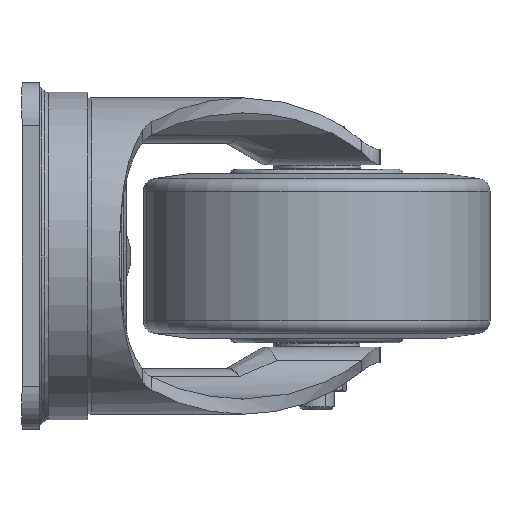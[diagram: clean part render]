
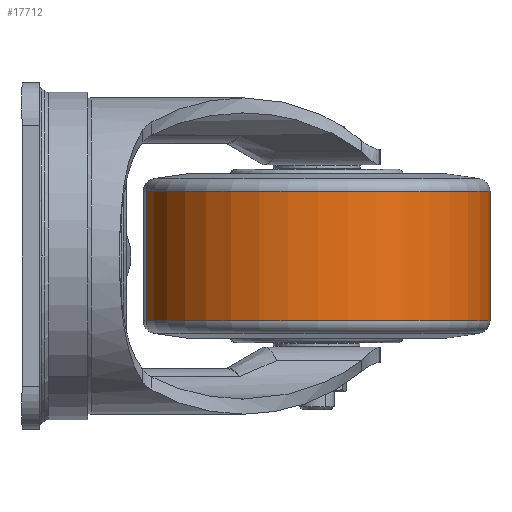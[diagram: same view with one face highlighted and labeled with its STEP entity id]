
A CAD part, left-side view. The second image highlights one B-rep face of the part: STEP entity #17712.
In plain terms, the highlighted cylindrical face has radius 40 mm (diameter 80 mm), a partial arc.
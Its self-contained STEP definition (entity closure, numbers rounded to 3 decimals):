
#138 = AXIS2_PLACEMENT_3D ( 'NONE', #17703, #2682, #20265 ) ;
#1041 = LINE ( 'NONE', #21133, #26948 ) ;
#1164 = DIRECTION ( 'NONE',  ( -0.182, 0.983, 0. ) ) ;
#1289 = LINE ( 'NONE', #22448, #13050 ) ;
#2682 = DIRECTION ( 'NONE',  ( 0., 0., 1. ) ) ;
#3751 = VERTEX_POINT ( 'NONE', #27794 ) ;
#3768 = ORIENTED_EDGE ( 'NONE', *, *, #13877, .T. ) ;
#5117 = AXIS2_PLACEMENT_3D ( 'NONE', #19557, #24597, #12180 ) ;
#5290 = CYLINDRICAL_SURFACE ( 'NONE', #5117, 40. ) ;
#8983 = CARTESIAN_POINT ( 'NONE',  ( -76.594, -28.67, 1.323 ) ) ;
#9119 = ORIENTED_EDGE ( 'NONE', *, *, #16620, .T. ) ;
#12113 = CARTESIAN_POINT ( 'NONE',  ( -62.015, -107.33, 1.323 ) ) ;
#12180 = DIRECTION ( 'NONE',  ( 0.182, -0.983, 0. ) ) ;
#13050 = VECTOR ( 'NONE', #24974, 1000. ) ;
#13877 = EDGE_CURVE ( 'NONE', #3751, #20138, #26418, .T. ) ;
#16206 = DIRECTION ( 'NONE',  ( 0., 0., -1. ) ) ;
#16620 = EDGE_CURVE ( 'NONE', #18787, #3751, #1041, .T. ) ;
#16639 = ORIENTED_EDGE ( 'NONE', *, *, #18917, .T. ) ;
#17703 = CARTESIAN_POINT ( 'NONE',  ( -69.304, -68., 1.323 ) ) ;
#17712 = ADVANCED_FACE ( 'NONE', ( #21035 ), #5290, .T. ) ;
#18599 = DIRECTION ( 'NONE',  ( 0., 0., 1. ) ) ;
#18787 = VERTEX_POINT ( 'NONE', #12113 ) ;
#18917 = EDGE_CURVE ( 'NONE', #28676, #18787, #27123, .T. ) ;
#19001 = AXIS2_PLACEMENT_3D ( 'NONE', #31283, #16206, #1164 ) ;
#19557 = CARTESIAN_POINT ( 'NONE',  ( -69.304, -68., 56.807 ) ) ;
#19593 = ORIENTED_EDGE ( 'NONE', *, *, #27332, .F. ) ;
#20138 = VERTEX_POINT ( 'NONE', #25058 ) ;
#20265 = DIRECTION ( 'NONE',  ( -0.182, 0.983, 0. ) ) ;
#21035 = FACE_OUTER_BOUND ( 'NONE', #22324, .T. ) ;
#21133 = CARTESIAN_POINT ( 'NONE',  ( -62.015, -107.33, 56.807 ) ) ;
#22324 = EDGE_LOOP ( 'NONE', ( #19593, #16639, #9119, #3768 ) ) ;
#22448 = CARTESIAN_POINT ( 'NONE',  ( -76.594, -28.67, 56.807 ) ) ;
#24597 = DIRECTION ( 'NONE',  ( 0., 0., 1. ) ) ;
#24974 = DIRECTION ( 'NONE',  ( 0., 0., 1. ) ) ;
#25058 = CARTESIAN_POINT ( 'NONE',  ( -76.594, -28.67, 31.12 ) ) ;
#26418 = CIRCLE ( 'NONE', #19001, 40. ) ;
#26948 = VECTOR ( 'NONE', #18599, 1000. ) ;
#27123 = CIRCLE ( 'NONE', #138, 40. ) ;
#27332 = EDGE_CURVE ( 'NONE', #28676, #20138, #1289, .T. ) ;
#27794 = CARTESIAN_POINT ( 'NONE',  ( -62.015, -107.33, 31.12 ) ) ;
#28676 = VERTEX_POINT ( 'NONE', #8983 ) ;
#31283 = CARTESIAN_POINT ( 'NONE',  ( -69.304, -68., 31.12 ) ) ;
